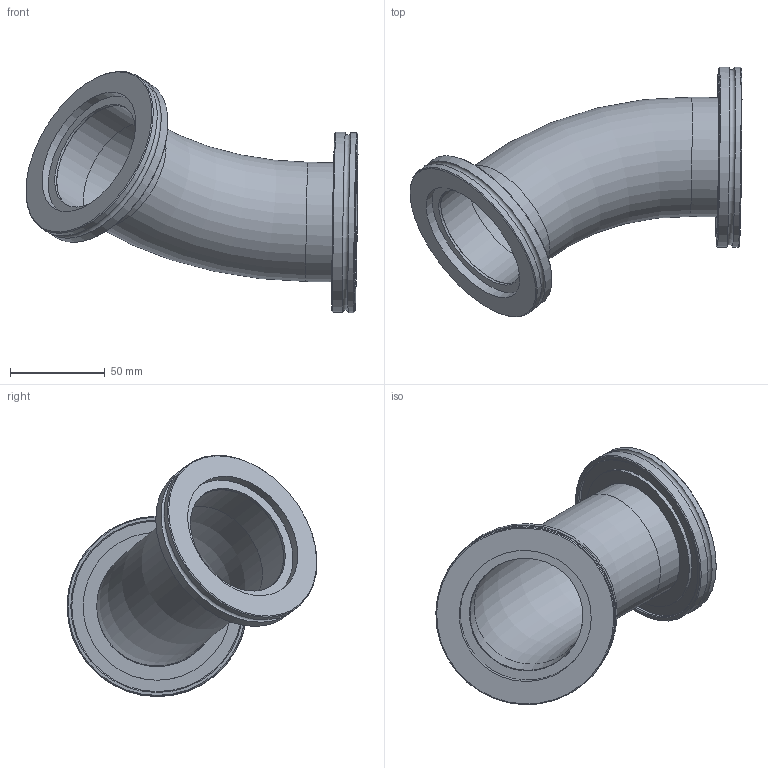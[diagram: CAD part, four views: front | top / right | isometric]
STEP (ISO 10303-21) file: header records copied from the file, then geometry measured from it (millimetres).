
FILE_DESCRIPTION(/* description */ (''),/* implementation_level */ '2;1');
FILE_NAME(/* name */ 'FL-E45-63LF.stp',/* time_stamp */ '2018-12-04T13:19:50+00:00',/* author */ ('paul'),/* organization */ (''),/* preprocessor_version */ 'ST-DEVELOPER v17.2',/* originating_system */ 'Autodesk Inventor 2019',/* authorisation */ '');
FILE_SCHEMA (('AUTOMOTIVE_DESIGN { 1 0 10303 214 3 1 1 }'));
Length unit declared in the file: millimetre
Products named in the file (3): FL-E45-63LF; FL-63LF-W; tube
Assembly tree (3 placements, depth 2):
  FL-E45-63LF
    FL-63LF-W  x2
    tube
Bounding box: 175.09 x 131.81 x 127.27 mm (x, y, z)
Volume: 122700.2 mm3; surface area: 89063.2 mm2
Topology: 3 solids, 3 shells, 42 faces, 102 edges, 74 vertices
Faces by surface type: cylinder 18, plane 14, cone 6, torus 4
Full cylindrical faces by diameter (mm): 60 x2, 60.2 x2, 63 x2, 63.7 x2, 70 x2, 78 x2, 90 x2, 95 x4
Entity records: 873 total; most frequent: DIRECTION 164, CARTESIAN_POINT 130, ORIENTED_EDGE 116, AXIS2_PLACEMENT_3D 75, EDGE_CURVE 58, CIRCLE 44, VERTEX_POINT 41, EDGE_LOOP 33
